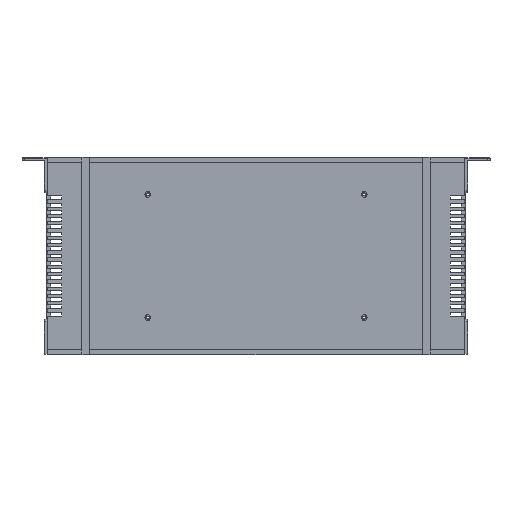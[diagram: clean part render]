
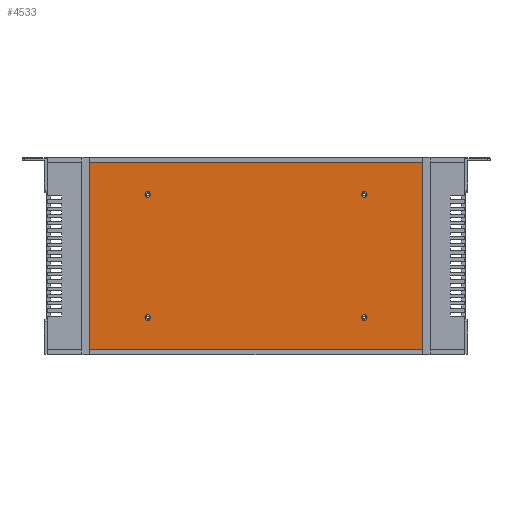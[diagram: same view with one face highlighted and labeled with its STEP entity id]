
A CAD part, front view. The second image highlights one B-rep face of the part: STEP entity #4533.
In plain terms, the highlighted planar face has unit normal (0, -1, 0).
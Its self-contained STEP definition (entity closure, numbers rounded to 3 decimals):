
#238 = EDGE_LOOP ( 'NONE', ( #4164, #4168, #4167, #4169 ) ) ;
#242 = EDGE_LOOP ( 'NONE', ( #4160, #4165 ) ) ;
#245 = EDGE_LOOP ( 'NONE', ( #4162, #4166 ) ) ;
#303 = EDGE_LOOP ( 'NONE', ( #4159, #4161 ) ) ;
#327 = EDGE_LOOP ( 'NONE', ( #4158, #4163 ) ) ;
#991 = AXIS2_PLACEMENT_3D ( 'NONE', #10051, #10052, #10053 ) ;
#995 = AXIS2_PLACEMENT_3D ( 'NONE', #10063, #10064, #10065 ) ;
#999 = AXIS2_PLACEMENT_3D ( 'NONE', #10075, #10076, #10077 ) ;
#1003 = AXIS2_PLACEMENT_3D ( 'NONE', #10087, #10088, #10089 ) ;
#1679 = VERTEX_POINT ( 'NONE', #9505 ) ;
#1680 = VERTEX_POINT ( 'NONE', #9506 ) ;
#1683 = VERTEX_POINT ( 'NONE', #9509 ) ;
#1684 = VERTEX_POINT ( 'NONE', #9510 ) ;
#2113 = VERTEX_POINT ( 'NONE', #9517 ) ;
#2114 = VERTEX_POINT ( 'NONE', #9518 ) ;
#2117 = VERTEX_POINT ( 'NONE', #9521 ) ;
#2118 = VERTEX_POINT ( 'NONE', #9522 ) ;
#2744 = EDGE_CURVE ( 'NONE', #1679, #1680, #7042, .T. ) ;
#2748 = EDGE_CURVE ( 'NONE', #1683, #1684, #7044, .T. ) ;
#2752 = EDGE_CURVE ( 'NONE', #2113, #2114, #7046, .T. ) ;
#2756 = EDGE_CURVE ( 'NONE', #2117, #2118, #7048, .T. ) ;
#4041 = VERTEX_POINT ( 'NONE', #12426 ) ;
#4042 = VERTEX_POINT ( 'NONE', #12427 ) ;
#4043 = VERTEX_POINT ( 'NONE', #12428 ) ;
#4044 = VERTEX_POINT ( 'NONE', #12429 ) ;
#4158 = ORIENTED_EDGE ( 'NONE', *, *, #4706, .F. ) ;
#4159 = ORIENTED_EDGE ( 'NONE', *, *, #4705, .F. ) ;
#4160 = ORIENTED_EDGE ( 'NONE', *, *, #4707, .F. ) ;
#4161 = ORIENTED_EDGE ( 'NONE', *, *, #2744, .F. ) ;
#4162 = ORIENTED_EDGE ( 'NONE', *, *, #4708, .F. ) ;
#4163 = ORIENTED_EDGE ( 'NONE', *, *, #2748, .F. ) ;
#4164 = ORIENTED_EDGE ( 'NONE', *, *, #4710, .F. ) ;
#4165 = ORIENTED_EDGE ( 'NONE', *, *, #2752, .F. ) ;
#4166 = ORIENTED_EDGE ( 'NONE', *, *, #2756, .F. ) ;
#4167 = ORIENTED_EDGE ( 'NONE', *, *, #4711, .F. ) ;
#4168 = ORIENTED_EDGE ( 'NONE', *, *, #4709, .F. ) ;
#4169 = ORIENTED_EDGE ( 'NONE', *, *, #4712, .F. ) ;
#4533 = ADVANCED_FACE ( 'NONE', ( #11281, #11251, #11284, #11286, #11288 ), #13177, .F. ) ;
#4705 = EDGE_CURVE ( 'NONE', #1680, #1679, #7171, .T. ) ;
#4706 = EDGE_CURVE ( 'NONE', #1684, #1683, #7170, .T. ) ;
#4707 = EDGE_CURVE ( 'NONE', #2114, #2113, #7172, .T. ) ;
#4708 = EDGE_CURVE ( 'NONE', #2118, #2117, #7173, .T. ) ;
#4709 = EDGE_CURVE ( 'NONE', #4043, #4041, #14462, .T. ) ;
#4710 = EDGE_CURVE ( 'NONE', #4041, #4042, #14465, .T. ) ;
#4711 = EDGE_CURVE ( 'NONE', #4044, #4043, #14468, .T. ) ;
#4712 = EDGE_CURVE ( 'NONE', #4042, #4044, #14471, .T. ) ;
#7042 = CIRCLE ( 'NONE', #991, 2.9 ) ;
#7044 = CIRCLE ( 'NONE', #995, 2.9 ) ;
#7046 = CIRCLE ( 'NONE', #999, 2.9 ) ;
#7048 = CIRCLE ( 'NONE', #1003, 2.9 ) ;
#7170 = CIRCLE ( 'NONE', #11329, 2.9 ) ;
#7171 = CIRCLE ( 'NONE', #13829, 2.9 ) ;
#7172 = CIRCLE ( 'NONE', #11287, 2.9 ) ;
#7173 = CIRCLE ( 'NONE', #13844, 2.9 ) ;
#9505 = CARTESIAN_POINT ( 'NONE',  ( -111.6, 0., 66.4 ) ) ;
#9506 = CARTESIAN_POINT ( 'NONE',  ( -111.6, 0., 60.6 ) ) ;
#9509 = CARTESIAN_POINT ( 'NONE',  ( -111.6, 0., -60.6 ) ) ;
#9510 = CARTESIAN_POINT ( 'NONE',  ( -111.6, 0., -66.4 ) ) ;
#9517 = CARTESIAN_POINT ( 'NONE',  ( 111.6, 0., -60.6 ) ) ;
#9518 = CARTESIAN_POINT ( 'NONE',  ( 111.6, 0., -66.4 ) ) ;
#9521 = CARTESIAN_POINT ( 'NONE',  ( 111.6, 0., 66.4 ) ) ;
#9522 = CARTESIAN_POINT ( 'NONE',  ( 111.6, 0., 60.6 ) ) ;
#10051 = CARTESIAN_POINT ( 'NONE',  ( -111.6, 0., 63.5 ) ) ;
#10052 = DIRECTION ( 'NONE',  ( 0., -1., 0. ) ) ;
#10053 = DIRECTION ( 'NONE',  ( 0., 0., -1. ) ) ;
#10063 = CARTESIAN_POINT ( 'NONE',  ( -111.6, 0., -63.5 ) ) ;
#10064 = DIRECTION ( 'NONE',  ( 0., -1., 0. ) ) ;
#10065 = DIRECTION ( 'NONE',  ( 0., 0., -1. ) ) ;
#10075 = CARTESIAN_POINT ( 'NONE',  ( 111.6, 0., -63.5 ) ) ;
#10076 = DIRECTION ( 'NONE',  ( 0., -1., 0. ) ) ;
#10077 = DIRECTION ( 'NONE',  ( 0., 0., -1. ) ) ;
#10087 = CARTESIAN_POINT ( 'NONE',  ( 111.6, 0., 63.5 ) ) ;
#10088 = DIRECTION ( 'NONE',  ( 0., -1., 0. ) ) ;
#10089 = DIRECTION ( 'NONE',  ( 0., 0., -1. ) ) ;
#11251 = FACE_BOUND ( 'NONE', #327, .T. ) ;
#11281 = FACE_BOUND ( 'NONE', #303, .T. ) ;
#11283 = AXIS2_PLACEMENT_3D ( 'NONE', #13178, #13179, #13180 ) ;
#11284 = FACE_BOUND ( 'NONE', #242, .T. ) ;
#11286 = FACE_BOUND ( 'NONE', #245, .T. ) ;
#11287 = AXIS2_PLACEMENT_3D ( 'NONE', #14455, #14456, #14457 ) ;
#11288 = FACE_OUTER_BOUND ( 'NONE', #238, .T. ) ;
#11329 = AXIS2_PLACEMENT_3D ( 'NONE', #14452, #14453, #14454 ) ;
#12426 = CARTESIAN_POINT ( 'NONE',  ( 171.284, 0., 96.6 ) ) ;
#12427 = CARTESIAN_POINT ( 'NONE',  ( 171.284, 0., -96.6 ) ) ;
#12428 = CARTESIAN_POINT ( 'NONE',  ( -171.284, 0., 96.6 ) ) ;
#12429 = CARTESIAN_POINT ( 'NONE',  ( -171.284, 0., -96.6 ) ) ;
#13177 = PLANE ( 'NONE',  #11283 ) ;
#13178 = CARTESIAN_POINT ( 'NONE',  ( -214.9, 0., 101.6 ) ) ;
#13179 = DIRECTION ( 'NONE',  ( 0., 1., 0. ) ) ;
#13180 = DIRECTION ( 'NONE',  ( -1., 0., 0. ) ) ;
#13264 = CARTESIAN_POINT ( 'NONE',  ( -111.6, 0., 63.5 ) ) ;
#13829 = AXIS2_PLACEMENT_3D ( 'NONE', #13264, #14450, #14451 ) ;
#13844 = AXIS2_PLACEMENT_3D ( 'NONE', #14458, #14459, #14460 ) ;
#13848 = VECTOR ( 'NONE', #14464, 1000. ) ;
#13849 = VECTOR ( 'NONE', #14467, 1000. ) ;
#13850 = VECTOR ( 'NONE', #14470, 1000. ) ;
#13852 = VECTOR ( 'NONE', #14473, 1000. ) ;
#14450 = DIRECTION ( 'NONE',  ( 0., -1., 0. ) ) ;
#14451 = DIRECTION ( 'NONE',  ( 0., 0., -1. ) ) ;
#14452 = CARTESIAN_POINT ( 'NONE',  ( -111.6, 0., -63.5 ) ) ;
#14453 = DIRECTION ( 'NONE',  ( 0., -1., 0. ) ) ;
#14454 = DIRECTION ( 'NONE',  ( 0., 0., -1. ) ) ;
#14455 = CARTESIAN_POINT ( 'NONE',  ( 111.6, 0., -63.5 ) ) ;
#14456 = DIRECTION ( 'NONE',  ( 0., -1., 0. ) ) ;
#14457 = DIRECTION ( 'NONE',  ( 0., 0., -1. ) ) ;
#14458 = CARTESIAN_POINT ( 'NONE',  ( 111.6, 0., 63.5 ) ) ;
#14459 = DIRECTION ( 'NONE',  ( 0., -1., 0. ) ) ;
#14460 = DIRECTION ( 'NONE',  ( 0., 0., -1. ) ) ;
#14462 = LINE ( 'NONE', #14463, #13848 ) ;
#14463 = CARTESIAN_POINT ( 'NONE',  ( -214.9, 0., 96.6 ) ) ;
#14464 = DIRECTION ( 'NONE',  ( 1., 0., 0. ) ) ;
#14465 = LINE ( 'NONE', #14466, #13849 ) ;
#14466 = CARTESIAN_POINT ( 'NONE',  ( 171.284, 0., -101.6 ) ) ;
#14467 = DIRECTION ( 'NONE',  ( 0., 0., -1. ) ) ;
#14468 = LINE ( 'NONE', #14469, #13850 ) ;
#14469 = CARTESIAN_POINT ( 'NONE',  ( -171.284, 0., -101.6 ) ) ;
#14470 = DIRECTION ( 'NONE',  ( 0., 0., 1. ) ) ;
#14471 = LINE ( 'NONE', #14472, #13852 ) ;
#14472 = CARTESIAN_POINT ( 'NONE',  ( -214.9, 0., -96.6 ) ) ;
#14473 = DIRECTION ( 'NONE',  ( -1., 0., 0. ) ) ;
